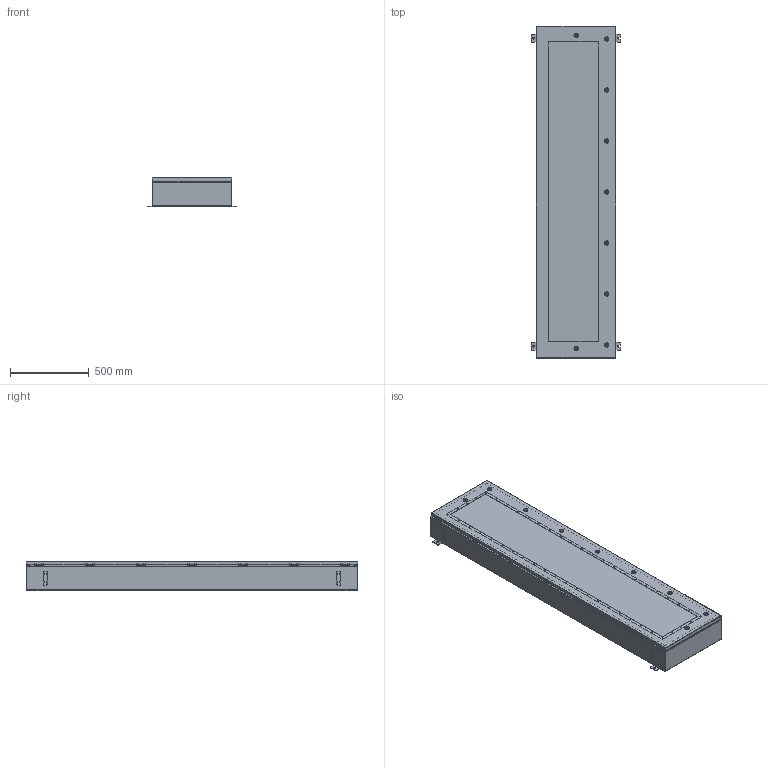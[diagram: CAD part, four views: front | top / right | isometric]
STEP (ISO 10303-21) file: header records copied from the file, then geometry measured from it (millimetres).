
FILE_DESCRIPTION (( 'STEP AP214' ), '1' );
FILE_NAME ('CHDSS6208306VD STP.STEP', '2016-12-06T22:14:50', ( 'change1' ), ( 'Microsoft' ), 'SwSTEP 2.0', 'SolidWorks 2015', '' );
FILE_SCHEMA (( 'AUTOMOTIVE_DESIGN' ));
Length unit declared in the file: inch
Products named in the file (16): CHDSS6208306VD Monitor; CHDSS6208306VD Bottom brkt; CHDSS6208306VD Top brkt; Concealed Hinge enclosure side; Concealed Hinge (Cover Side); CHDSS6208306VD Top; CHDSS6208306VD Bottom; CHDSS6208306VD Body; CHDSS6208306VD Cover; CHDSS6208306VD Mounting Feet; CHDSS6208306VD STP; CHDSS6208306VD TURN-LTCH ASSY; CHDSS6208306VD HW-CLH-R-095-2845_233015-Allegis; CHDSS6208306VD HW-CLH-R001-0100; CHDSS6208306VD LEXAN; CHDSS6208306VD Monitor brkt
Assembly tree (41 placements, depth 3):
  CHDSS6208306VD STP
    CHDSS6208306VD Mounting Feet  x4
    CHDSS6208306VD Cover
    CHDSS6208306VD Body
    CHDSS6208306VD Bottom
    CHDSS6208306VD Top
    Concealed Hinge (Cover Side)  x7
    Concealed Hinge enclosure side  x7
    CHDSS6208306VD Top brkt  x2
    CHDSS6208306VD Bottom brkt  x2
    CHDSS6208306VD Monitor
    CHDSS6208306VD Monitor brkt  x2
    CHDSS6208306VD LEXAN
    CHDSS6208306VD TURN-LTCH ASSY  x9
      CHDSS6208306VD HW-CLH-R001-0100
      CHDSS6208306VD HW-CLH-R-095-2845_233015-Allegis
Bounding box: 571.5 x 2108.2 x 189.94 mm (x, y, z)
Volume: 19493184.4 mm3; surface area: 8088849.8 mm2
Topology: 102 solids, 102 shells, 5508 faces, 14699 edges, 9439 vertices
Faces by surface type: cylinder 2426, plane 1864, cone 1116, bspline 102
Entity records: 38046 total; most frequent: CARTESIAN_POINT 9090, ORIENTED_EDGE 5926, DIRECTION 5800, EDGE_CURVE 2963, AXIS2_PLACEMENT_3D 2041, VERTEX_POINT 1883, LINE 1718, VECTOR 1718
